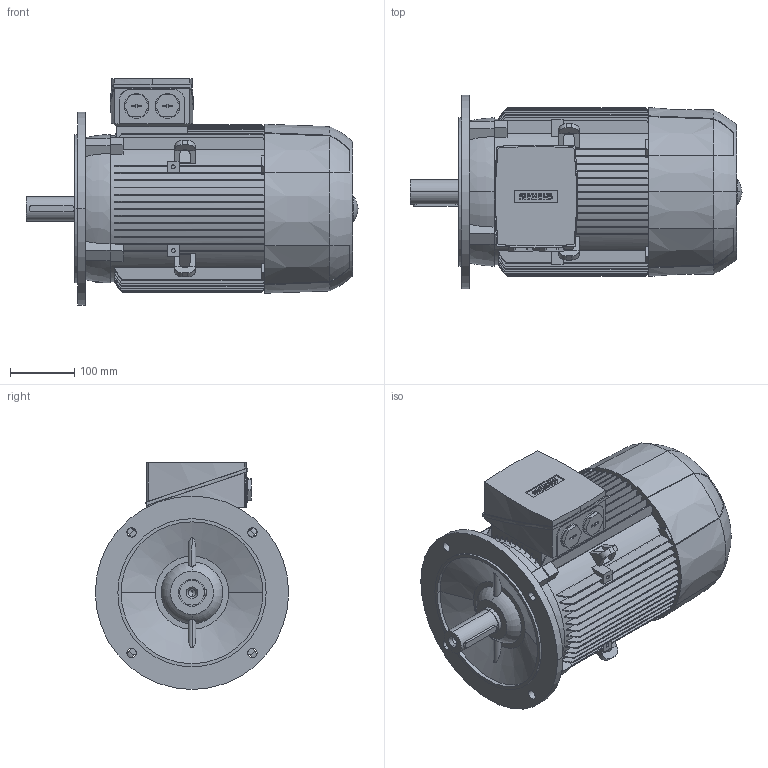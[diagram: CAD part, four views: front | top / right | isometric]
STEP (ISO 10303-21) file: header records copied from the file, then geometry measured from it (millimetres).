
FILE_DESCRIPTION(('STEP AP214'),'1');
FILE_NAME('cctmp_7BB9B50B-1247-4F7C-A8AD-AC0EB9ED6383_2023_05_31_10_16_12_0395..stp','2023-05-31T08:16:13',('SIEMENS A&D'),('CADClick - www.CADClick.com'),'Spatial InterOp 3D',' ','unknown authorization');
FILE_SCHEMA(('AUTOMOTIVE_DESIGN'));
Length unit declared in the file: millimetre
Products named in the file (1): 2023_05_31_10_16_12_0380
Bounding box: 515 x 300 x 352 mm (x, y, z)
Volume: 20521996 mm3; surface area: 939271.7 mm2
Topology: 1 solids, 1 shells, 821 faces, 2351 edges, 1550 vertices
Faces by surface type: plane 452, cylinder 221, torus 128, cone 20
Entity records: 39828 total; most frequent: CARTESIAN_POINT 12152, ORIENTED_EDGE 4694, DIRECTION 4089, EDGE_CURVE 2347, VERTEX_POINT 1550, AXIS2_PLACEMENT_3D 1380, LINE 1329, VECTOR 1329
